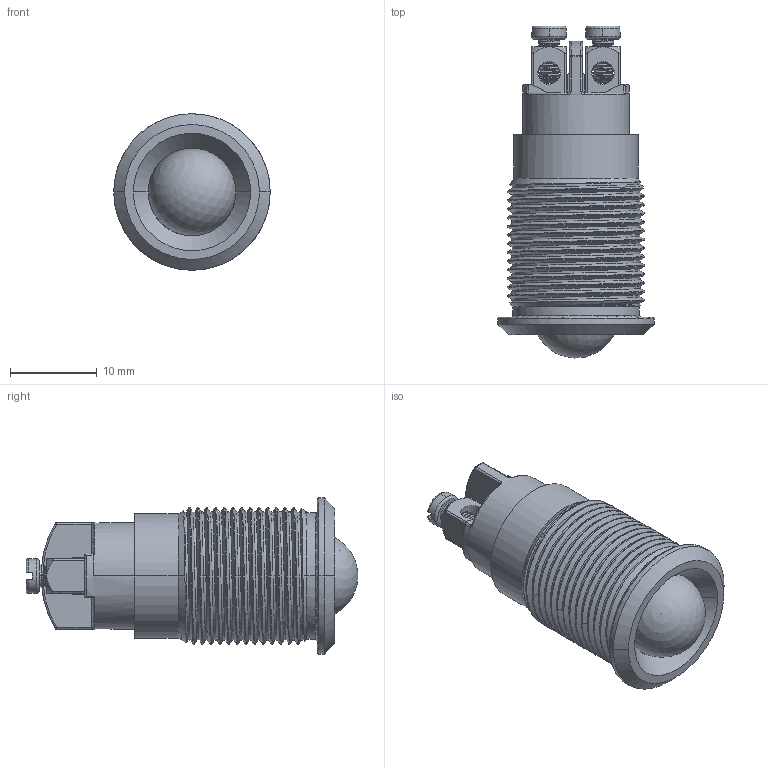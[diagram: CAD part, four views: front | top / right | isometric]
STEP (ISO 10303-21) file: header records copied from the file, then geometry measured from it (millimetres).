
FILE_DESCRIPTION(/* description */ (''),/* implementation_level */ '2;1');
FILE_NAME(/* name */ 'PVL16DSxxx.stp',/* time_stamp */ '2024-12-18T08:39:49-06:00',/* author */ ('jsteinblock'),/* organization */ (''),/* preprocessor_version */ 'ST-DEVELOPER v20',/* originating_system */ 'Autodesk Inventor 2022',/* authorisation */ '');
FILE_SCHEMA (('AUTOMOTIVE_DESIGN { 1 0 10303 214 3 1 1 }'));
Length unit declared in the file: inch
Products named in the file (1): PVL16DSxxx
Bounding box: 18 x 38.2 x 18 mm (x, y, z)
Volume: 1590.5 mm3; surface area: 4980.6 mm2
Topology: 5 solids, 5 shells, 400 faces, 1151 edges, 762 vertices
Faces by surface type: bspline 254, plane 121, torus 17, sphere 6, cylinder 2
Entity records: 54178 total; most frequent: CARTESIAN_POINT 45379, ORIENTED_EDGE 2298, EDGE_CURVE 1149, DIRECTION 992, VERTEX_POINT 762, B_SPLINE_CURVE_WITH_KNOTS 586, EDGE_LOOP 445, LINE 428
